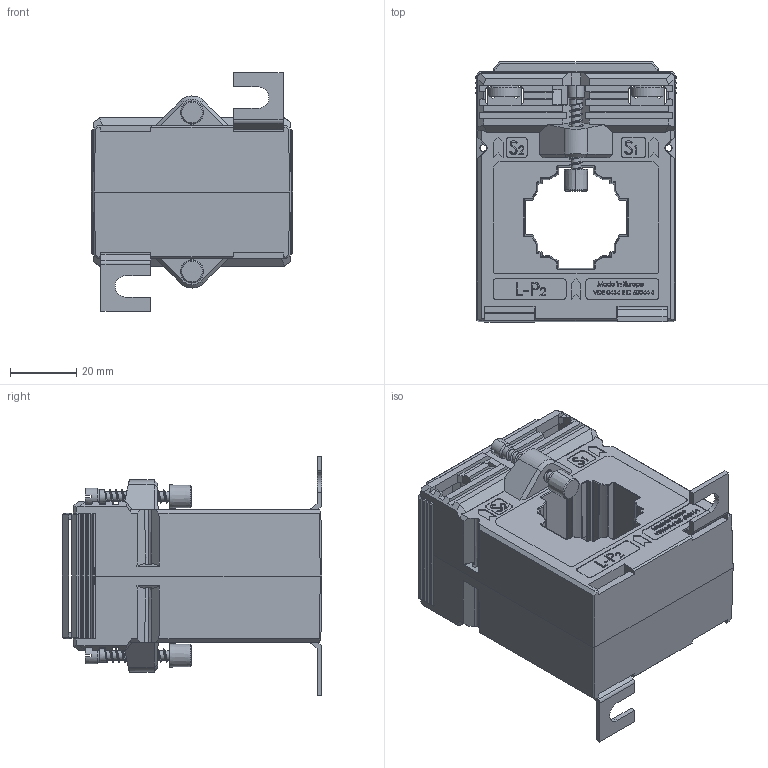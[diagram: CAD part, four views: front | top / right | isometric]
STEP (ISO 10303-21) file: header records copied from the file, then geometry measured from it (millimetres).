
FILE_DESCRIPTION (( 'STEP AP214' ), '1' );
FILE_NAME ('ASK31_4_kpl.STEP', '2011-11-21T08:44:28', ( ' ' ), ( '' ), 'SwSTEP 2.0', 'SolidWorks 2010', '' );
FILE_SCHEMA (( 'AUTOMOTIVE_DESIGN' ));
Length unit declared in the file: millimetre
Products named in the file (10): Fusswinkel_1,5; ASK31_4_11; Plastite_Schraube_30_mit-Gewinde; Verschlussklappe_38mm; Isolierschutzkappe; Linsenschraube DIN 7985 4.8 VZ M 5 x 10; MBS_WN-003_04_Klemme_WN-003_02; Plombierplatte_E; ASK31_4_kpl; ASK31_4_11_Gehäuseoberteil
Assembly tree (17 placements, depth 2):
  ASK31_4_kpl
    Verschlussklappe_38mm  x2
    Linsenschraube DIN 7985 4.8 VZ M 5 x 10  x4
    Plastite_Schraube_30_mit-Gewinde  x2
    ASK31_4_11_Gehäuseoberteil
    Isolierschutzkappe  x2
    Fusswinkel_1,5  x2
    Plombierplatte_E
    MBS_WN-003_04_Klemme_WN-003_02  x2
    ASK31_4_11
Bounding box: 61 x 78.5 x 72 mm (x, y, z)
Volume: 147334.1 mm3; surface area: 50498.4 mm2
Topology: 17 solids, 17 shells, 2210 faces, 5738 edges, 3686 vertices
Faces by surface type: plane 1354, bspline 416, cylinder 266, cone 94, sphere 56, torus 24
Entity records: 80320 total; most frequent: CARTESIAN_POINT 35203, ORIENTED_EDGE 10168, DIRECTION 7665, EDGE_CURVE 5084, VECTOR 3519, LINE 3519, VERTEX_POINT 3296, EDGE_LOOP 2084
